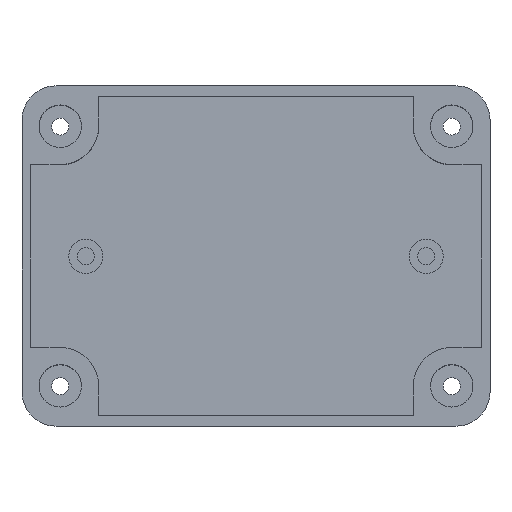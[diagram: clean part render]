
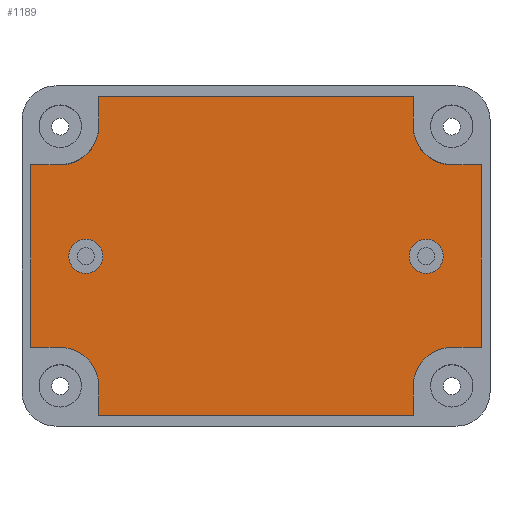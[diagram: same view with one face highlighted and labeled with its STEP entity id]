
A CAD part, top view. The second image highlights one B-rep face of the part: STEP entity #1189.
In plain terms, the highlighted planar face has unit normal (0, 0, 1).
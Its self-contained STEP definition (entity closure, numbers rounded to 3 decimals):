
#31=FACE_BOUND('',#232,.T.);
#32=FACE_BOUND('',#233,.T.);
#71=PLANE('',#1347);
#143=FACE_OUTER_BOUND('',#231,.T.);
#231=EDGE_LOOP('',(#1065,#1066,#1067,#1068,#1069,#1070,#1071,#1072,#1073,
#1074,#1075,#1076,#1077,#1078,#1079,#1080));
#232=EDGE_LOOP('',(#1081));
#233=EDGE_LOOP('',(#1082));
#257=LINE('',#1845,#349);
#261=LINE('',#1857,#353);
#264=LINE('',#1863,#356);
#267=LINE('',#1869,#359);
#271=LINE('',#1881,#363);
#288=LINE('',#1952,#380);
#292=LINE('',#1961,#384);
#297=LINE('',#1974,#389);
#300=LINE('',#1980,#392);
#303=LINE('',#1986,#395);
#325=LINE('',#2068,#417);
#326=LINE('',#2070,#418);
#349=VECTOR('',#1475,1000.);
#353=VECTOR('',#1487,1000.);
#356=VECTOR('',#1492,1000.);
#359=VECTOR('',#1497,1000.);
#363=VECTOR('',#1509,1000.);
#380=VECTOR('',#1586,1000.);
#384=VECTOR('',#1592,1000.);
#389=VECTOR('',#1605,1000.);
#392=VECTOR('',#1610,1000.);
#395=VECTOR('',#1615,1000.);
#417=VECTOR('',#1725,1000.);
#418=VECTOR('',#1728,1000.);
#421=CIRCLE('',#1209,4.);
#452=CIRCLE('',#1258,9.);
#454=CIRCLE('',#1264,9.);
#470=CIRCLE('',#1299,9.);
#472=CIRCLE('',#1305,9.);
#490=CIRCLE('',#1342,4.);
#493=VERTEX_POINT('',#1739);
#529=VERTEX_POINT('',#1842);
#530=VERTEX_POINT('',#1844);
#532=VERTEX_POINT('',#1850);
#534=VERTEX_POINT('',#1856);
#536=VERTEX_POINT('',#1862);
#538=VERTEX_POINT('',#1868);
#540=VERTEX_POINT('',#1874);
#542=VERTEX_POINT('',#1880);
#565=VERTEX_POINT('',#1949);
#566=VERTEX_POINT('',#1951);
#569=VERTEX_POINT('',#1958);
#570=VERTEX_POINT('',#1960);
#572=VERTEX_POINT('',#1966);
#574=VERTEX_POINT('',#1972);
#576=VERTEX_POINT('',#1978);
#578=VERTEX_POINT('',#1984);
#594=VERTEX_POINT('',#2057);
#598=EDGE_CURVE('',#493,#493,#421,.T.);
#649=EDGE_CURVE('',#530,#529,#257,.T.);
#652=EDGE_CURVE('',#532,#530,#452,.T.);
#655=EDGE_CURVE('',#534,#532,#261,.T.);
#658=EDGE_CURVE('',#536,#534,#264,.T.);
#661=EDGE_CURVE('',#538,#536,#267,.T.);
#664=EDGE_CURVE('',#540,#538,#454,.T.);
#667=EDGE_CURVE('',#542,#540,#271,.T.);
#698=EDGE_CURVE('',#566,#565,#288,.T.);
#702=EDGE_CURVE('',#570,#569,#292,.T.);
#706=EDGE_CURVE('',#569,#572,#470,.T.);
#709=EDGE_CURVE('',#572,#574,#297,.T.);
#712=EDGE_CURVE('',#574,#576,#300,.T.);
#715=EDGE_CURVE('',#576,#578,#303,.T.);
#717=EDGE_CURVE('',#578,#566,#472,.T.);
#751=EDGE_CURVE('',#594,#594,#490,.T.);
#757=EDGE_CURVE('',#529,#570,#325,.T.);
#758=EDGE_CURVE('',#565,#542,#326,.T.);
#1065=ORIENTED_EDGE('',*,*,#757,.T.);
#1066=ORIENTED_EDGE('',*,*,#702,.T.);
#1067=ORIENTED_EDGE('',*,*,#706,.T.);
#1068=ORIENTED_EDGE('',*,*,#709,.T.);
#1069=ORIENTED_EDGE('',*,*,#712,.T.);
#1070=ORIENTED_EDGE('',*,*,#715,.T.);
#1071=ORIENTED_EDGE('',*,*,#717,.T.);
#1072=ORIENTED_EDGE('',*,*,#698,.T.);
#1073=ORIENTED_EDGE('',*,*,#758,.T.);
#1074=ORIENTED_EDGE('',*,*,#667,.T.);
#1075=ORIENTED_EDGE('',*,*,#664,.T.);
#1076=ORIENTED_EDGE('',*,*,#661,.T.);
#1077=ORIENTED_EDGE('',*,*,#658,.T.);
#1078=ORIENTED_EDGE('',*,*,#655,.T.);
#1079=ORIENTED_EDGE('',*,*,#652,.T.);
#1080=ORIENTED_EDGE('',*,*,#649,.T.);
#1081=ORIENTED_EDGE('',*,*,#598,.F.);
#1082=ORIENTED_EDGE('',*,*,#751,.F.);
#1189=ADVANCED_FACE('',(#143,#31,#32),#71,.T.);
#1209=AXIS2_PLACEMENT_3D('',#1740,#1360,#1361);
#1258=AXIS2_PLACEMENT_3D('',#1851,#1481,#1482);
#1264=AXIS2_PLACEMENT_3D('',#1875,#1503,#1504);
#1299=AXIS2_PLACEMENT_3D('',#1968,#1599,#1600);
#1305=AXIS2_PLACEMENT_3D('',#1989,#1620,#1621);
#1342=AXIS2_PLACEMENT_3D('',#2058,#1710,#1711);
#1347=AXIS2_PLACEMENT_3D('',#2069,#1726,#1727);
#1360=DIRECTION('center_axis',(0.,0.,
1.));
#1361=DIRECTION('ref_axis',(1.,0.,0.));
#1475=DIRECTION('',(0.,-1.,0.));
#1481=DIRECTION('center_axis',(0.,0.,
-1.));
#1482=DIRECTION('ref_axis',(1.,0.,0.));
#1487=DIRECTION('',(1.,0.,0.));
#1492=DIRECTION('',(0.,-1.,0.));
#1497=DIRECTION('',(-1.,0.,0.));
#1503=DIRECTION('center_axis',(0.,0.,
-1.));
#1504=DIRECTION('ref_axis',(-1.,0.,0.));
#1509=DIRECTION('',(0.,-1.,0.));
#1586=DIRECTION('',(0.,1.,0.));
#1592=DIRECTION('',(0.,1.,0.));
#1599=DIRECTION('center_axis',(0.,0.,
-1.));
#1600=DIRECTION('ref_axis',(-1.,0.,0.));
#1605=DIRECTION('',(1.,0.,0.));
#1610=DIRECTION('',(0.,1.,0.));
#1615=DIRECTION('',(-1.,0.,0.));
#1620=DIRECTION('center_axis',(0.,0.,
-1.));
#1621=DIRECTION('ref_axis',(1.,0.,0.));
#1710=DIRECTION('center_axis',(0.,0.,
1.));
#1711=DIRECTION('ref_axis',(-1.,0.,0.));
#1725=DIRECTION('',(1.,0.,0.));
#1726=DIRECTION('center_axis',(0.,0.,
1.));
#1727=DIRECTION('ref_axis',(1.,0.,0.));
#1728=DIRECTION('',(-1.,0.,0.));
#1739=CARTESIAN_POINT('',(-36.,0.,1.5));
#1740=CARTESIAN_POINT('Origin',(-40.,0.,1.5));
#1842=CARTESIAN_POINT('',(-37.,-37.5,1.5));
#1844=CARTESIAN_POINT('',(-37.,-30.5,1.5));
#1845=CARTESIAN_POINT('',(-37.,-37.5,1.5));
#1850=CARTESIAN_POINT('',(-46.,-21.5,1.5));
#1851=CARTESIAN_POINT('Origin',(-46.,-30.5,1.5));
#1856=CARTESIAN_POINT('',(-53.,-21.5,1.5));
#1857=CARTESIAN_POINT('',(-46.,-21.5,1.5));
#1862=CARTESIAN_POINT('',(-53.,21.5,1.5));
#1863=CARTESIAN_POINT('',(-53.,21.5,1.5));
#1868=CARTESIAN_POINT('',(-46.,21.5,1.5));
#1869=CARTESIAN_POINT('',(-46.,21.5,1.5));
#1874=CARTESIAN_POINT('',(-37.,30.5,1.5));
#1875=CARTESIAN_POINT('Origin',(-46.,30.5,1.5));
#1880=CARTESIAN_POINT('',(-37.,37.5,1.5));
#1881=CARTESIAN_POINT('',(-37.,37.5,1.5));
#1949=CARTESIAN_POINT('',(37.,37.5,1.5));
#1951=CARTESIAN_POINT('',(37.,30.5,1.5));
#1952=CARTESIAN_POINT('',(37.,37.5,1.5));
#1958=CARTESIAN_POINT('',(37.,-30.5,1.5));
#1960=CARTESIAN_POINT('',(37.,-37.5,1.5));
#1961=CARTESIAN_POINT('',(37.,-37.5,1.5));
#1966=CARTESIAN_POINT('',(46.,-21.5,1.5));
#1968=CARTESIAN_POINT('Origin',(46.,-30.5,1.5));
#1972=CARTESIAN_POINT('',(53.,-21.5,1.5));
#1974=CARTESIAN_POINT('',(46.,-21.5,1.5));
#1978=CARTESIAN_POINT('',(53.,21.5,1.5));
#1980=CARTESIAN_POINT('',(53.,21.5,1.5));
#1984=CARTESIAN_POINT('',(46.,21.5,1.5));
#1986=CARTESIAN_POINT('',(46.,21.5,1.5));
#1989=CARTESIAN_POINT('Origin',(46.,30.5,1.5));
#2057=CARTESIAN_POINT('',(44.,0.,1.5));
#2058=CARTESIAN_POINT('Origin',(40.,0.,1.5));
#2068=CARTESIAN_POINT('',(-57.,-37.5,1.5));
#2069=CARTESIAN_POINT('Origin',(46.,30.5,1.5));
#2070=CARTESIAN_POINT('',(-57.,37.5,1.5));
